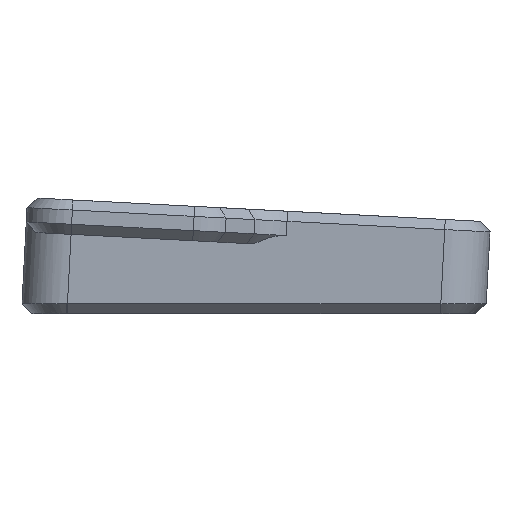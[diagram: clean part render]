
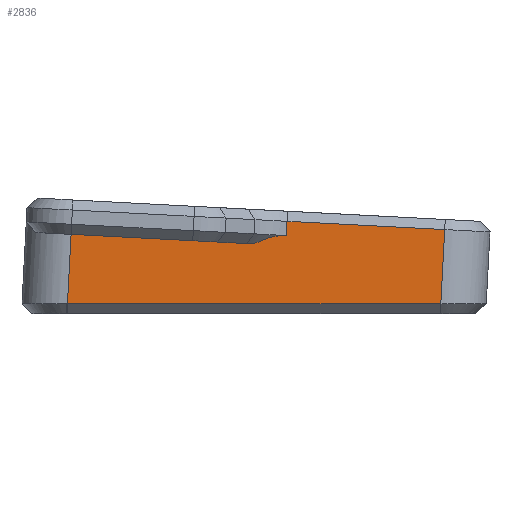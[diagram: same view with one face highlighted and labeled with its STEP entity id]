
A CAD part, left-side view. The second image highlights one B-rep face of the part: STEP entity #2836.
In plain terms, the highlighted planar face has unit normal (-1, 0, 0).
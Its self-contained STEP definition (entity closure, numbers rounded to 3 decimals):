
#27=B_SPLINE_CURVE_WITH_KNOTS('',3,(#4758,#4759,#4760,#4761),
 .UNSPECIFIED.,.F.,.F.,(4,4),(1.559,1.571),
 .UNSPECIFIED.);
#42=(
BOUNDED_CURVE()
B_SPLINE_CURVE(2,(#4367,#4368,#4369),.UNSPECIFIED.,.F.,.F.)
B_SPLINE_CURVE_WITH_KNOTS((3,3),(0.,0.35),.UNSPECIFIED.)
CURVE()
GEOMETRIC_REPRESENTATION_ITEM()
RATIONAL_B_SPLINE_CURVE((1.,1.414,1.))
REPRESENTATION_ITEM('')
);
#43=(
BOUNDED_CURVE()
B_SPLINE_CURVE(2,(#4466,#4467,#4468),.UNSPECIFIED.,.F.,.F.)
B_SPLINE_CURVE_WITH_KNOTS((3,3),(0.669,1.338),
 .UNSPECIFIED.)
CURVE()
GEOMETRIC_REPRESENTATION_ITEM()
RATIONAL_B_SPLINE_CURVE((1.,1.054,1.))
REPRESENTATION_ITEM('')
);
#327=FACE_OUTER_BOUND('',#500,.T.);
#500=EDGE_LOOP('',(#2241,#2242,#2243,#2244,#2245,#2246,#2247,#2248,#2249,
#2250,#2251,#2252,#2253));
#695=LINE('',#4447,#971);
#696=LINE('',#4450,#972);
#723=LINE('',#4536,#999);
#732=LINE('',#4630,#1008);
#743=LINE('',#4824,#1019);
#744=LINE('',#4826,#1020);
#745=LINE('',#4827,#1021);
#746=LINE('',#4829,#1022);
#747=LINE('',#4831,#1023);
#748=LINE('',#4832,#1024);
#971=VECTOR('',#3566,10.);
#972=VECTOR('',#3569,10.);
#999=VECTOR('',#3648,10.);
#1008=VECTOR('',#3663,10.);
#1019=VECTOR('',#3680,10.);
#1020=VECTOR('',#3681,10.);
#1021=VECTOR('',#3682,10.);
#1022=VECTOR('',#3683,10.);
#1023=VECTOR('',#3684,10.);
#1024=VECTOR('',#3685,10.);
#1254=VERTEX_POINT('',#4365);
#1255=VERTEX_POINT('',#4366);
#1271=VERTEX_POINT('',#4438);
#1272=VERTEX_POINT('',#4445);
#1273=VERTEX_POINT('',#4449);
#1280=VERTEX_POINT('',#4465);
#1303=VERTEX_POINT('',#4535);
#1310=VERTEX_POINT('',#4623);
#1313=VERTEX_POINT('',#4628);
#1314=VERTEX_POINT('',#4679);
#1326=VERTEX_POINT('',#4825);
#1327=VERTEX_POINT('',#4828);
#1328=VERTEX_POINT('',#4830);
#1556=EDGE_CURVE('',#1254,#1255,#42,.F.);
#1582=EDGE_CURVE('',#1272,#1271,#695,.T.);
#1583=EDGE_CURVE('',#1273,#1255,#696,.T.);
#1591=EDGE_CURVE('',#1273,#1280,#43,.F.);
#1625=EDGE_CURVE('',#1280,#1303,#723,.T.);
#1639=EDGE_CURVE('',#1313,#1310,#732,.T.);
#1652=EDGE_CURVE('',#1314,#1313,#27,.T.);
#1662=EDGE_CURVE('',#1310,#1272,#743,.T.);
#1663=EDGE_CURVE('',#1326,#1314,#744,.T.);
#1664=EDGE_CURVE('',#1303,#1326,#745,.T.);
#1665=EDGE_CURVE('',#1327,#1254,#746,.T.);
#1666=EDGE_CURVE('',#1328,#1327,#747,.T.);
#1667=EDGE_CURVE('',#1271,#1328,#748,.T.);
#2241=ORIENTED_EDGE('',*,*,#1662,.F.);
#2242=ORIENTED_EDGE('',*,*,#1639,.F.);
#2243=ORIENTED_EDGE('',*,*,#1652,.F.);
#2244=ORIENTED_EDGE('',*,*,#1663,.F.);
#2245=ORIENTED_EDGE('',*,*,#1664,.F.);
#2246=ORIENTED_EDGE('',*,*,#1625,.F.);
#2247=ORIENTED_EDGE('',*,*,#1591,.F.);
#2248=ORIENTED_EDGE('',*,*,#1583,.T.);
#2249=ORIENTED_EDGE('',*,*,#1556,.F.);
#2250=ORIENTED_EDGE('',*,*,#1665,.F.);
#2251=ORIENTED_EDGE('',*,*,#1666,.F.);
#2252=ORIENTED_EDGE('',*,*,#1667,.F.);
#2253=ORIENTED_EDGE('',*,*,#1582,.F.);
#2712=PLANE('',#3087);
#2836=ADVANCED_FACE('',(#327),#2712,.T.);
#3087=AXIS2_PLACEMENT_3D('',#4823,#3678,#3679);
#3566=DIRECTION('',(0.,0.999,0.052));
#3569=DIRECTION('',(0.,0.999,0.052));
#3648=DIRECTION('',(0.,-0.052,0.999));
#3663=DIRECTION('',(0.,1.,0.));
#3678=DIRECTION('center_axis',(-1.,0.,0.));
#3679=DIRECTION('ref_axis',(0.,-0.999,-0.052));
#3680=DIRECTION('',(0.,-0.052,0.999));
#3681=DIRECTION('',(0.,0.052,-0.999));
#3682=DIRECTION('',(0.,-0.999,-0.052));
#3683=DIRECTION('',(0.,0.052,-0.999));
#3684=DIRECTION('',(0.,-0.999,-0.052));
#3685=DIRECTION('',(0.,-0.052,0.999));
#4365=CARTESIAN_POINT('',(6.614,18.131,16.166));
#4366=CARTESIAN_POINT('',(6.614,15.411,14.021));
#4367=CARTESIAN_POINT('Ctrl Pts',(6.614,15.411,14.021));
#4368=CARTESIAN_POINT('Ctrl Pts',(6.614,17.425,16.129));
#4369=CARTESIAN_POINT('Ctrl Pts',(6.614,18.131,16.166));
#4438=CARTESIAN_POINT('',(6.614,45.679,17.61));
#4445=CARTESIAN_POINT('',(6.614,44.68,17.558));
#4447=CARTESIAN_POINT('',(6.614,41.71,17.402));
#4449=CARTESIAN_POINT('',(6.614,8.532,13.66));
#4450=CARTESIAN_POINT('',(6.614,41.814,15.405));
#4465=CARTESIAN_POINT('',(6.614,2.111,15.327));
#4466=CARTESIAN_POINT('Ctrl Pts',(6.614,2.111,15.327));
#4467=CARTESIAN_POINT('Ctrl Pts',(6.614,4.953,15.476));
#4468=CARTESIAN_POINT('Ctrl Pts',(6.614,8.532,13.66));
#4535=CARTESIAN_POINT('',(6.614,1.963,18.151));
#4536=CARTESIAN_POINT('',(6.614,2.331,11.13));
#4623=CARTESIAN_POINT('',(6.614,45.507,1.788));
#4628=CARTESIAN_POINT('',(6.614,-28.44,1.788));
#4630=CARTESIAN_POINT('',(6.614,31.473,1.788));
#4679=CARTESIAN_POINT('',(6.614,-28.545,1.788));
#4758=CARTESIAN_POINT('Ctrl Pts',(6.614,-28.545,1.788));
#4759=CARTESIAN_POINT('Ctrl Pts',(6.614,-28.51,1.788));
#4760=CARTESIAN_POINT('Ctrl Pts',(6.614,-28.475,1.788));
#4761=CARTESIAN_POINT('Ctrl Pts',(6.614,-28.44,1.788));
#4823=CARTESIAN_POINT('Origin',(6.614,54.36,4.815));
#4824=CARTESIAN_POINT('',(6.614,45.373,4.344));
#4825=CARTESIAN_POINT('',(6.614,-29.316,16.511));
#4826=CARTESIAN_POINT('',(6.614,-28.476,0.473));
#4827=CARTESIAN_POINT('',(6.614,30.564,19.65));
#4828=CARTESIAN_POINT('',(6.614,17.983,18.99));
#4829=CARTESIAN_POINT('',(6.614,18.351,11.97));
#4830=CARTESIAN_POINT('',(6.614,45.531,20.434));
#4831=CARTESIAN_POINT('',(6.614,30.564,19.65));
#4832=CARTESIAN_POINT('',(6.614,45.899,13.414));
